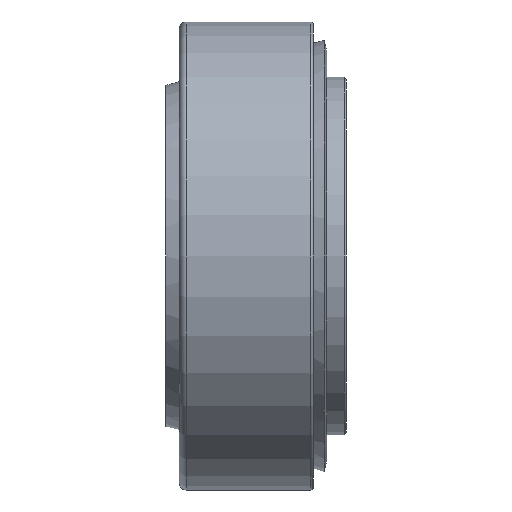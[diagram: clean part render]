
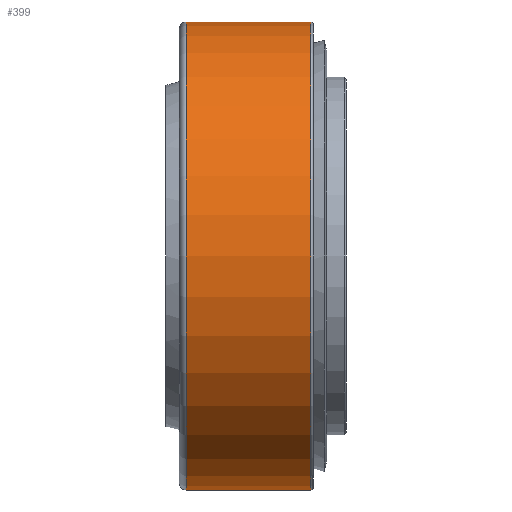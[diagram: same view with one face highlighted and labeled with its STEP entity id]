
A CAD part, front view. The second image highlights one B-rep face of the part: STEP entity #399.
In plain terms, the highlighted cylindrical face has radius 21 mm (diameter 42 mm), a full revolution.
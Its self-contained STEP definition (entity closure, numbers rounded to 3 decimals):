
#103=CYLINDRICAL_SURFACE('',#483,21.);
#137=ORIENTED_EDGE('',*,*,#191,.T.);
#138=ORIENTED_EDGE('',*,*,#190,.F.);
#190=EDGE_CURVE('',#219,#219,#248,.T.);
#191=EDGE_CURVE('',#220,#220,#249,.T.);
#219=VERTEX_POINT('',#725);
#220=VERTEX_POINT('',#728);
#248=CIRCLE('',#482,21.);
#249=CIRCLE('',#484,21.);
#282=EDGE_LOOP('',(#137));
#283=EDGE_LOOP('',(#138));
#340=FACE_BOUND('',#282,.T.);
#341=FACE_BOUND('',#283,.T.);
#399=ADVANCED_FACE('',(#340,#341),#103,.T.);
#482=AXIS2_PLACEMENT_3D('',#724,#572,#573);
#483=AXIS2_PLACEMENT_3D('',#726,#574,#575);
#484=AXIS2_PLACEMENT_3D('',#727,#576,#577);
#572=DIRECTION('',(1.,0.,0.));
#573=DIRECTION('',(0.,0.,-1.));
#574=DIRECTION('',(1.,0.,0.));
#575=DIRECTION('',(0.,0.,-1.));
#576=DIRECTION('',(1.,0.,0.));
#577=DIRECTION('',(0.,0.,-1.));
#724=CARTESIAN_POINT('',(11.8,0.,0.));
#725=CARTESIAN_POINT('',(11.8,0.,-21.));
#726=CARTESIAN_POINT('',(12.,0.,0.));
#727=CARTESIAN_POINT('',(0.6,0.,0.));
#728=CARTESIAN_POINT('',(0.6,0.,-21.));
